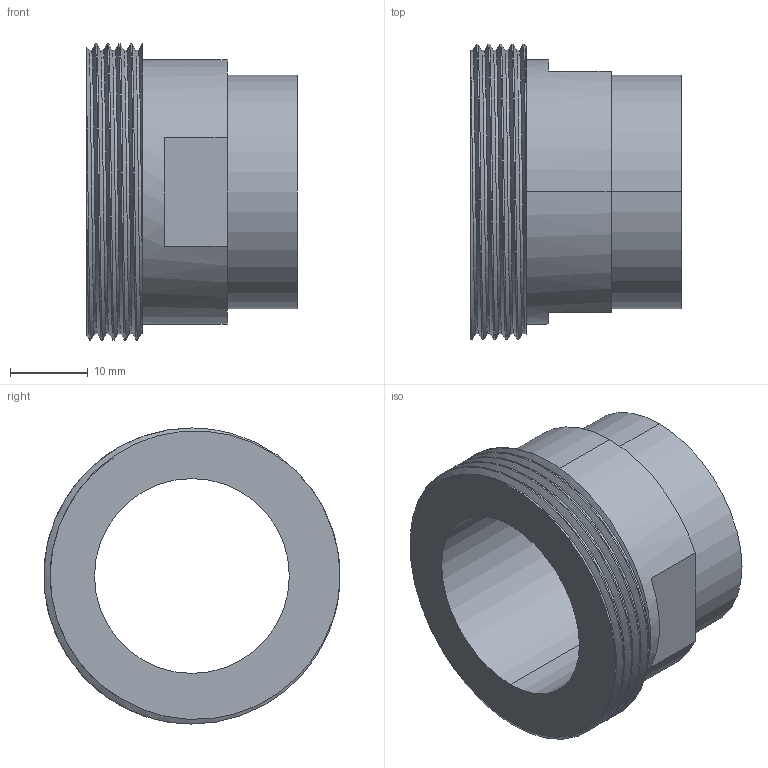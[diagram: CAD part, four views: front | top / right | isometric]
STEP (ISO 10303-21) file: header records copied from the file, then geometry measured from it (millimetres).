
FILE_DESCRIPTION (( 'STEP AP203' ), '1' );
FILE_NAME ('LR-131-SG 30-25_17106960.STEP', '2024-09-03T11:09:37', ( '' ), ( '' ), 'SwSTEP 2.0', 'SolidWorks 2024', '' );
FILE_SCHEMA (( 'CONFIG_CONTROL_DESIGN' ));
Length unit declared in the file: millimetre
Products named in the file (1): LR-131-SG 30-25_17106960
Bounding box: 27 x 37.97 x 38 mm (x, y, z)
Volume: 10452 mm3; surface area: 6651.6 mm2
Topology: 1 solids, 1 shells, 27 faces, 69 edges, 46 vertices
Faces by surface type: cylinder 16, plane 8, bspline 3
Entity records: 1961 total; most frequent: CARTESIAN_POINT 1292, ORIENTED_EDGE 138, DIRECTION 109, EDGE_CURVE 69, VERTEX_POINT 46, AXIS2_PLACEMENT_3D 43, EDGE_LOOP 31, FACE_OUTER_BOUND 27
